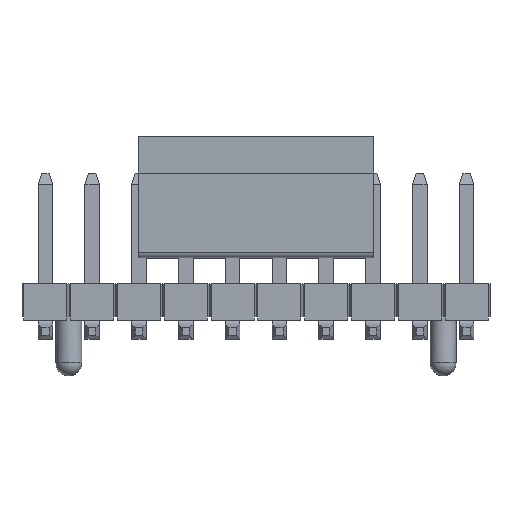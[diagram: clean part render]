
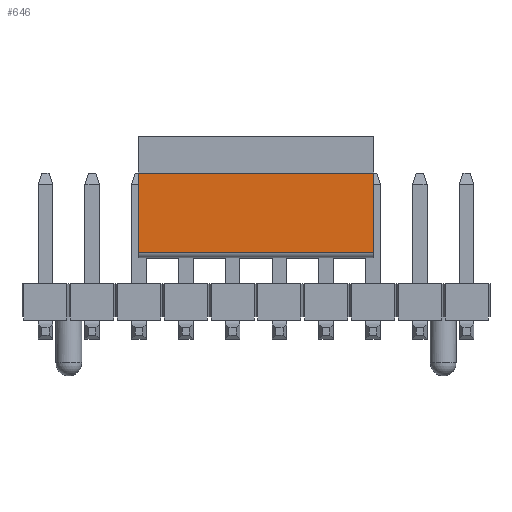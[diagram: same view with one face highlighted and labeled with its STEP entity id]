
A CAD part, top view. The second image highlights one B-rep face of the part: STEP entity #646.
In plain terms, the highlighted planar face has unit normal (0, 0, 1).
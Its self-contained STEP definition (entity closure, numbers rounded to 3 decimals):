
#221=CARTESIAN_POINT('',(2.515,1.85,1.7));
#222=VERTEX_POINT('',#221);
#230=CARTESIAN_POINT('',(2.515,4.,1.7));
#231=VERTEX_POINT('',#230);
#232=CARTESIAN_POINT('',(2.515,1.85,1.7));
#233=DIRECTION('',(0.,1.,0.));
#234=VECTOR('',#233,2.15);
#235=LINE('',#232,#234);
#236=EDGE_CURVE('',#222,#231,#235,.T.);
#511=CARTESIAN_POINT('',(8.915,4.,1.7));
#512=VERTEX_POINT('',#511);
#528=CARTESIAN_POINT('',(2.515,4.,1.7));
#529=DIRECTION('',(1.,0.,0.));
#530=VECTOR('',#529,6.4);
#531=LINE('',#528,#530);
#532=EDGE_CURVE('',#231,#512,#531,.T.);
#623=CARTESIAN_POINT('',(2.515,4.,1.7));
#624=DIRECTION('',(0.,-1.,0.));
#625=DIRECTION('',(-0.,0.,1.));
#626=AXIS2_PLACEMENT_3D('',#623,#625,#624);
#627=PLANE('',#626);
#628=CARTESIAN_POINT('',(8.915,1.85,1.7));
#629=VERTEX_POINT('',#628);
#630=CARTESIAN_POINT('',(8.915,1.85,1.7));
#631=DIRECTION('',(0.,1.,0.));
#632=VECTOR('',#631,2.15);
#633=LINE('',#630,#632);
#634=EDGE_CURVE('',#629,#512,#633,.T.);
#635=ORIENTED_EDGE('',*,*,#634,.T.);
#636=ORIENTED_EDGE('',*,*,#532,.F.);
#637=ORIENTED_EDGE('',*,*,#236,.F.);
#638=CARTESIAN_POINT('',(2.515,1.85,1.7));
#639=DIRECTION('',(1.,0.,0.));
#640=VECTOR('',#639,6.4);
#641=LINE('',#638,#640);
#642=EDGE_CURVE('',#222,#629,#641,.T.);
#643=ORIENTED_EDGE('',*,*,#642,.T.);
#644=EDGE_LOOP('',(#635,#636,#637,#643));
#645=FACE_OUTER_BOUND('',#644,.T.);
#646=ADVANCED_FACE('',(#645),#627,.T.);
